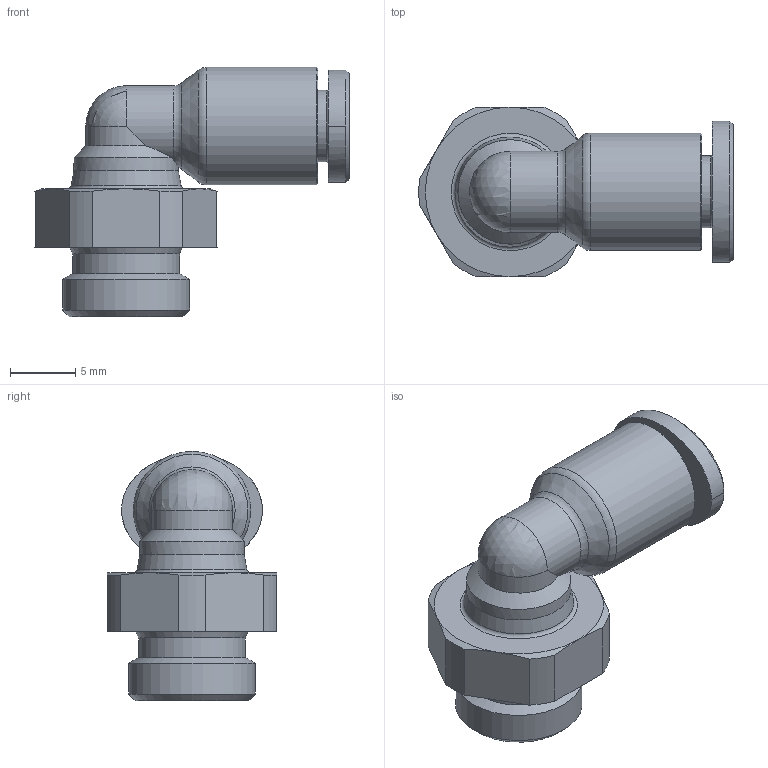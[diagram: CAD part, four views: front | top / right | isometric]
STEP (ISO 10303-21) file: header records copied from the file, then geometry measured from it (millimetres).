
FILE_DESCRIPTION(/* description */ (''),/* implementation_level */ '2;1');
FILE_NAME(/* name */ 'iqsl_184_g.stp',/* time_stamp */ '2020-09-21T11:08:48+02:00',/* author */ ('leitheußer'),/* organization */ (''),/* preprocessor_version */ 'ST-DEVELOPER v15.6',/* originating_system */ 'Autodesk Inventor LT ',/* authorisation */ '');
FILE_SCHEMA (('AUTOMOTIVE_DESIGN { 1 0 10303 214 3 1 1 }'));
Length unit declared in the file: millimetre
Products named in the file (1): iqskl_184_g
Bounding box: 24.09 x 13 x 19.1 mm (x, y, z)
Volume: 1695.3 mm3; surface area: 1623.2 mm2
Topology: 1 solids, 1 shells, 404 faces, 1134 edges, 750 vertices
Faces by surface type: plane 340, cylinder 21, bspline 21, cone 18, torus 3, sphere 1
Full cylindrical faces by diameter (mm): 4.2 x1, 5.5 x1, 6 x1, 8 x1, 8.2 x1, 9 x1, 9.728 x1
Entity records: 13218 total; most frequent: CARTESIAN_POINT 2961, ORIENTED_EDGE 2204, DIRECTION 1949, EDGE_CURVE 1102, LINE 981, VECTOR 981, VERTEX_POINT 741, AXIS2_PLACEMENT_3D 484
